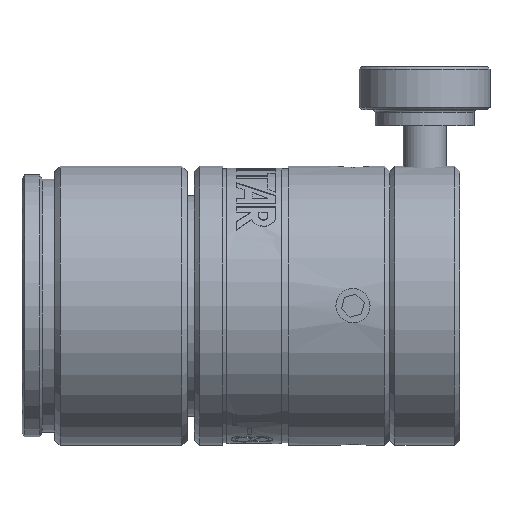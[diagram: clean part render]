
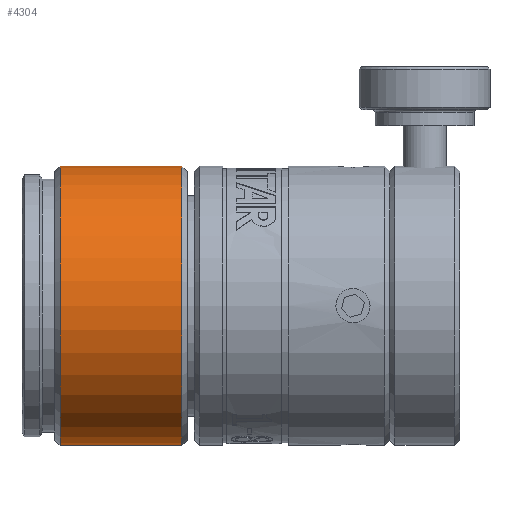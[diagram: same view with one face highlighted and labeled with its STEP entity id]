
A CAD part, top view. The second image highlights one B-rep face of the part: STEP entity #4304.
In plain terms, the highlighted cylindrical face has radius 13.525 mm (diameter 27.051 mm), a full revolution.
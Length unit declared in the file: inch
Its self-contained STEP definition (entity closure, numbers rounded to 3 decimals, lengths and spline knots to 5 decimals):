
#1012=CYLINDRICAL_SURFACE('',#4794,0.5325);
#1060=FACE_BOUND('',#1458,.T.);
#1183=FACE_OUTER_BOUND('',#1457,.T.);
#1457=EDGE_LOOP('',(#3077));
#1458=EDGE_LOOP('',(#3078));
#1847=CIRCLE('',#4793,0.5325);
#1848=CIRCLE('',#4795,0.5325);
#2037=VERTEX_POINT('',#6364);
#2038=VERTEX_POINT('',#6367);
#2470=EDGE_CURVE('',#2037,#2037,#1847,.T.);
#2471=EDGE_CURVE('',#2038,#2038,#1848,.T.);
#3077=ORIENTED_EDGE('',*,*,#2471,.F.);
#3078=ORIENTED_EDGE('',*,*,#2470,.F.);
#4304=ADVANCED_FACE('',(#1183,#1060),#1012,.T.);
#4793=AXIS2_PLACEMENT_3D('',#6365,#5229,#5230);
#4794=AXIS2_PLACEMENT_3D('',#6366,#5231,#5232);
#4795=AXIS2_PLACEMENT_3D('',#6368,#5233,#5234);
#5229=DIRECTION('center_axis',(-1.,0.,0.));
#5230=DIRECTION('ref_axis',(0.,-1.,0.));
#5231=DIRECTION('center_axis',(1.,0.,0.));
#5232=DIRECTION('ref_axis',(0.,1.,0.));
#5233=DIRECTION('center_axis',(1.,0.,0.));
#5234=DIRECTION('ref_axis',(0.,-1.,0.));
#6364=CARTESIAN_POINT('',(0.145,0.5325,0.));
#6365=CARTESIAN_POINT('Origin',(0.145,0.,0.));
#6366=CARTESIAN_POINT('Origin',(0.3775,0.,0.));
#6367=CARTESIAN_POINT('',(0.61,0.5325,0.));
#6368=CARTESIAN_POINT('Origin',(0.61,0.,0.));
